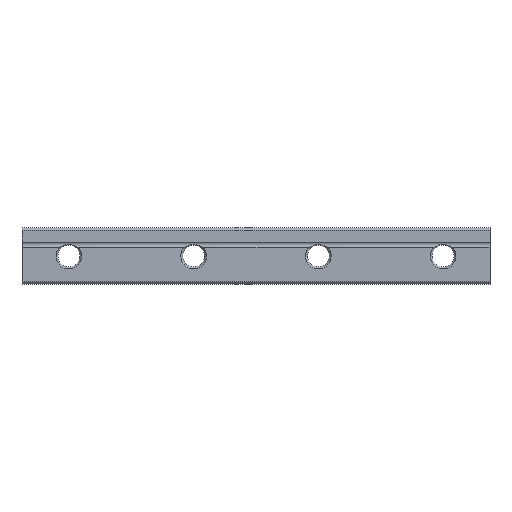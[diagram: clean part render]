
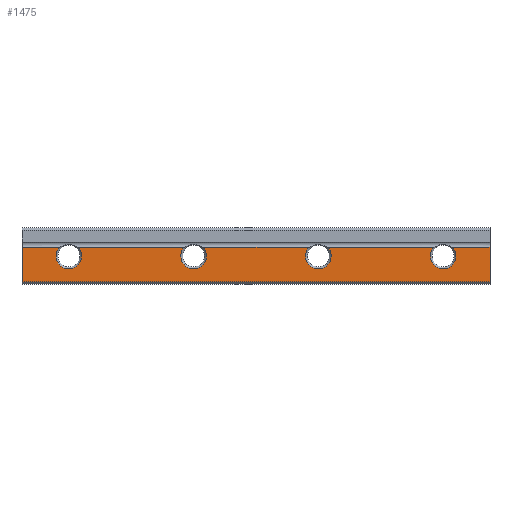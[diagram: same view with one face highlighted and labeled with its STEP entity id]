
A CAD part, front view. The second image highlights one B-rep face of the part: STEP entity #1475.
In plain terms, the highlighted planar face has unit normal (0, -1, 0).
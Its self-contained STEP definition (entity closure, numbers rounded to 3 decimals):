
#5 = VERTEX_POINT ( 'NONE', #153 ) ;
#79 = VERTEX_POINT ( 'NONE', #259 ) ;
#80 = EDGE_CURVE ( 'NONE', #79, #5, #307, .T. ) ;
#96 = VERTEX_POINT ( 'NONE', #344 ) ;
#122 = EDGE_CURVE ( 'NONE', #123, #96, #411, .T. ) ;
#123 = VERTEX_POINT ( 'NONE', #406 ) ;
#153 = CARTESIAN_POINT ( 'NONE',  ( -48.997, 0., 1.4 ) ) ;
#258 = CARTESIAN_POINT ( 'NONE',  ( -47.5, 0., 0. ) ) ;
#259 = CARTESIAN_POINT ( 'NONE',  ( -47.5, 0., -2.05 ) ) ;
#304 = DIRECTION ( 'NONE',  ( 0., 0., 1. ) ) ;
#305 = DIRECTION ( 'NONE',  ( 0., 1., 0. ) ) ;
#306 = AXIS2_PLACEMENT_3D ( 'NONE', #258, #305, #304 ) ;
#307 = CIRCLE ( 'NONE', #306, 2.05 ) ;
#344 = CARTESIAN_POINT ( 'NONE',  ( -68.997, 0., 1.4 ) ) ;
#406 = CARTESIAN_POINT ( 'NONE',  ( -67.5, 0., -2.05 ) ) ;
#407 = DIRECTION ( 'NONE',  ( 0., 0., 1. ) ) ;
#408 = DIRECTION ( 'NONE',  ( 0., 1., 0. ) ) ;
#409 = CARTESIAN_POINT ( 'NONE',  ( -67.5, 0., 0. ) ) ;
#410 = AXIS2_PLACEMENT_3D ( 'NONE', #409, #408, #407 ) ;
#411 = CIRCLE ( 'NONE', #410, 2.05 ) ;
#454 = CARTESIAN_POINT ( 'NONE',  ( -28.997, 0., 1.4 ) ) ;
#455 = CARTESIAN_POINT ( 'NONE',  ( -27.5, 0., -2.05 ) ) ;
#456 = DIRECTION ( 'NONE',  ( 0., 0., 1. ) ) ;
#457 = DIRECTION ( 'NONE',  ( 0., 1., 0. ) ) ;
#468 = CARTESIAN_POINT ( 'NONE',  ( -27.5, 0., 0. ) ) ;
#469 = AXIS2_PLACEMENT_3D ( 'NONE', #468, #457, #456 ) ;
#471 = CIRCLE ( 'NONE', #469, 2.05 ) ;
#472 = CARTESIAN_POINT ( 'NONE',  ( -66.003, 0., 1.4 ) ) ;
#473 = CARTESIAN_POINT ( 'NONE',  ( -75., 0., 1.4 ) ) ;
#503 = DIRECTION ( 'NONE',  ( 0., 0., 1. ) ) ;
#504 = DIRECTION ( 'NONE',  ( 0., 1., 0. ) ) ;
#505 = CARTESIAN_POINT ( 'NONE',  ( -67.5, 0., 0. ) ) ;
#506 = AXIS2_PLACEMENT_3D ( 'NONE', #505, #504, #503 ) ;
#507 = CIRCLE ( 'NONE', #506, 2.05 ) ;
#509 = DIRECTION ( 'NONE',  ( 0., 0., -1. ) ) ;
#510 = DIRECTION ( 'NONE',  ( 0., -1., 0. ) ) ;
#511 = CARTESIAN_POINT ( 'NONE',  ( -75., 0., 1.4 ) ) ;
#512 = AXIS2_PLACEMENT_3D ( 'NONE', #511, #510, #509 ) ;
#513 = PLANE ( 'NONE',  #512 ) ;
#514 = FACE_OUTER_BOUND ( 'NONE', #1460, .T. ) ;
#525 = DIRECTION ( 'NONE',  ( 0., 0., 1. ) ) ;
#526 = DIRECTION ( 'NONE',  ( 0., 1., 0. ) ) ;
#527 = CARTESIAN_POINT ( 'NONE',  ( -7.5, 0., 0. ) ) ;
#528 = AXIS2_PLACEMENT_3D ( 'NONE', #527, #526, #525 ) ;
#529 = CIRCLE ( 'NONE', #528, 2.05 ) ;
#530 = CARTESIAN_POINT ( 'NONE',  ( -7.5, 0., -2.05 ) ) ;
#531 = CARTESIAN_POINT ( 'NONE',  ( -8.997, 0., 1.4 ) ) ;
#560 = DIRECTION ( 'NONE',  ( 1., 0., 0. ) ) ;
#561 = VECTOR ( 'NONE', #560, 1000. ) ;
#562 = CARTESIAN_POINT ( 'NONE',  ( -75., 0., 1.4 ) ) ;
#563 = LINE ( 'NONE', #562, #561 ) ;
#571 = CARTESIAN_POINT ( 'NONE',  ( 0., 0., 1.4 ) ) ;
#572 = DIRECTION ( 'NONE',  ( 0., 0., -1. ) ) ;
#573 = VECTOR ( 'NONE', #572, 1000. ) ;
#574 = CARTESIAN_POINT ( 'NONE',  ( 0., 0., 1.4 ) ) ;
#575 = LINE ( 'NONE', #574, #573 ) ;
#583 = CARTESIAN_POINT ( 'NONE',  ( -46.003, 0., 1.4 ) ) ;
#584 = DIRECTION ( 'NONE',  ( 1., 0., 0. ) ) ;
#585 = VECTOR ( 'NONE', #584, 1000. ) ;
#586 = CARTESIAN_POINT ( 'NONE',  ( -75., 0., 1.4 ) ) ;
#587 = LINE ( 'NONE', #586, #585 ) ;
#588 = DIRECTION ( 'NONE',  ( 1., 0., 0. ) ) ;
#589 = VECTOR ( 'NONE', #588, 1000. ) ;
#590 = CARTESIAN_POINT ( 'NONE',  ( -75., 0., 1.4 ) ) ;
#591 = LINE ( 'NONE', #590, #589 ) ;
#598 = DIRECTION ( 'NONE',  ( 0., 0., 1. ) ) ;
#599 = DIRECTION ( 'NONE',  ( 0., 1., 0. ) ) ;
#600 = CARTESIAN_POINT ( 'NONE',  ( -27.5, 0., 0. ) ) ;
#601 = AXIS2_PLACEMENT_3D ( 'NONE', #600, #599, #598 ) ;
#602 = CIRCLE ( 'NONE', #601, 2.05 ) ;
#603 = DIRECTION ( 'NONE',  ( 1., 0., 0. ) ) ;
#604 = VECTOR ( 'NONE', #603, 1000. ) ;
#605 = CARTESIAN_POINT ( 'NONE',  ( -75., 0., 1.4 ) ) ;
#606 = LINE ( 'NONE', #605, #604 ) ;
#607 = DIRECTION ( 'NONE',  ( 0., 0., 1. ) ) ;
#608 = DIRECTION ( 'NONE',  ( 0., 1., 0. ) ) ;
#609 = CARTESIAN_POINT ( 'NONE',  ( -7.5, 0., 0. ) ) ;
#610 = AXIS2_PLACEMENT_3D ( 'NONE', #609, #608, #607 ) ;
#611 = CIRCLE ( 'NONE', #610, 2.05 ) ;
#612 = CARTESIAN_POINT ( 'NONE',  ( -6.003, 0., 1.4 ) ) ;
#613 = DIRECTION ( 'NONE',  ( 1., 0., 0. ) ) ;
#614 = VECTOR ( 'NONE', #613, 1000. ) ;
#615 = CARTESIAN_POINT ( 'NONE',  ( -75., 0., 1.4 ) ) ;
#616 = DIRECTION ( 'NONE',  ( 0., 0., 1. ) ) ;
#617 = DIRECTION ( 'NONE',  ( 0., 1., 0. ) ) ;
#618 = CARTESIAN_POINT ( 'NONE',  ( -47.5, 0., 0. ) ) ;
#619 = AXIS2_PLACEMENT_3D ( 'NONE', #618, #617, #616 ) ;
#620 = CIRCLE ( 'NONE', #619, 2.05 ) ;
#621 = LINE ( 'NONE', #615, #614 ) ;
#628 = CARTESIAN_POINT ( 'NONE',  ( -26.003, 0., 1.4 ) ) ;
#1253 = CARTESIAN_POINT ( 'NONE',  ( 0., 0., -4.1 ) ) ;
#1254 = CARTESIAN_POINT ( 'NONE',  ( -75., 0., -4.1 ) ) ;
#1298 = CARTESIAN_POINT ( 'NONE',  ( -75., 0., -4.1 ) ) ;
#1299 = LINE ( 'NONE', #1298, #1340 ) ;
#1300 = DIRECTION ( 'NONE',  ( 0., 0., -1. ) ) ;
#1301 = VECTOR ( 'NONE', #1300, 1000. ) ;
#1302 = CARTESIAN_POINT ( 'NONE',  ( -75., 0., 1.4 ) ) ;
#1307 = LINE ( 'NONE', #1302, #1301 ) ;
#1339 = DIRECTION ( 'NONE',  ( 1., 0., 0. ) ) ;
#1340 = VECTOR ( 'NONE', #1339, 1000. ) ;
#1433 = EDGE_CURVE ( 'NONE', #1434, #1435, #471, .T. ) ;
#1434 = VERTEX_POINT ( 'NONE', #455 ) ;
#1435 = VERTEX_POINT ( 'NONE', #454 ) ;
#1452 = ORIENTED_EDGE ( 'NONE', *, *, #1433, .T. ) ;
#1456 = VERTEX_POINT ( 'NONE', #473 ) ;
#1457 = ORIENTED_EDGE ( 'NONE', *, *, #1990, .T. ) ;
#1458 = VERTEX_POINT ( 'NONE', #472 ) ;
#1460 = EDGE_LOOP ( 'NONE', ( #1470, #1478, #1479, #1457, #1989, #1502, #1512, #1516, #1496, #1503, #1520, #1452, #1495, #1507, #1511, #1519 ) ) ;
#1465 = VERTEX_POINT ( 'NONE', #531 ) ;
#1466 = VERTEX_POINT ( 'NONE', #530 ) ;
#1467 = EDGE_CURVE ( 'NONE', #1466, #1465, #529, .T. ) ;
#1470 = ORIENTED_EDGE ( 'NONE', *, *, #1476, .T. ) ;
#1475 = ADVANCED_FACE ( 'NONE', ( #514 ), #513, .T. ) ;
#1476 = EDGE_CURVE ( 'NONE', #1458, #123, #507, .T. ) ;
#1478 = ORIENTED_EDGE ( 'NONE', *, *, #122, .T. ) ;
#1479 = ORIENTED_EDGE ( 'NONE', *, *, #1480, .F. ) ;
#1480 = EDGE_CURVE ( 'NONE', #1456, #96, #563, .T. ) ;
#1495 = ORIENTED_EDGE ( 'NONE', *, *, #1498, .F. ) ;
#1496 = ORIENTED_EDGE ( 'NONE', *, *, #1467, .T. ) ;
#1497 = EDGE_CURVE ( 'NONE', #1458, #5, #591, .T. ) ;
#1498 = EDGE_CURVE ( 'NONE', #1499, #1435, #587, .T. ) ;
#1499 = VERTEX_POINT ( 'NONE', #583 ) ;
#1502 = ORIENTED_EDGE ( 'NONE', *, *, #1505, .F. ) ;
#1503 = ORIENTED_EDGE ( 'NONE', *, *, #1518, .F. ) ;
#1505 = EDGE_CURVE ( 'NONE', #1508, #1948, #575, .T. ) ;
#1507 = ORIENTED_EDGE ( 'NONE', *, *, #1510, .T. ) ;
#1508 = VERTEX_POINT ( 'NONE', #571 ) ;
#1509 = VERTEX_POINT ( 'NONE', #628 ) ;
#1510 = EDGE_CURVE ( 'NONE', #1499, #79, #620, .T. ) ;
#1511 = ORIENTED_EDGE ( 'NONE', *, *, #80, .T. ) ;
#1512 = ORIENTED_EDGE ( 'NONE', *, *, #1513, .F. ) ;
#1513 = EDGE_CURVE ( 'NONE', #1515, #1508, #621, .T. ) ;
#1515 = VERTEX_POINT ( 'NONE', #612 ) ;
#1516 = ORIENTED_EDGE ( 'NONE', *, *, #1517, .T. ) ;
#1517 = EDGE_CURVE ( 'NONE', #1515, #1466, #611, .T. ) ;
#1518 = EDGE_CURVE ( 'NONE', #1509, #1465, #606, .T. ) ;
#1519 = ORIENTED_EDGE ( 'NONE', *, *, #1497, .F. ) ;
#1520 = ORIENTED_EDGE ( 'NONE', *, *, #1521, .T. ) ;
#1521 = EDGE_CURVE ( 'NONE', #1509, #1434, #602, .T. ) ;
#1945 = VERTEX_POINT ( 'NONE', #1254 ) ;
#1948 = VERTEX_POINT ( 'NONE', #1253 ) ;
#1989 = ORIENTED_EDGE ( 'NONE', *, *, #1991, .T. ) ;
#1990 = EDGE_CURVE ( 'NONE', #1456, #1945, #1307, .T. ) ;
#1991 = EDGE_CURVE ( 'NONE', #1945, #1948, #1299, .T. ) ;
